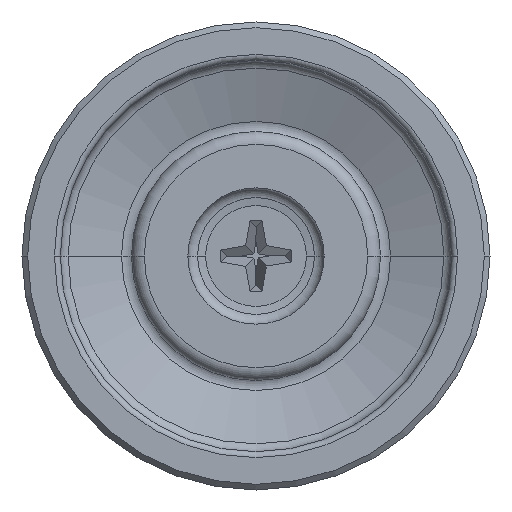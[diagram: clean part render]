
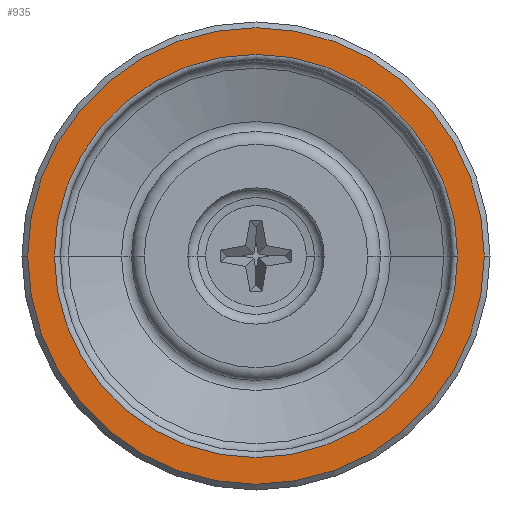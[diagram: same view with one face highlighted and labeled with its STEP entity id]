
A CAD part, front view. The second image highlights one B-rep face of the part: STEP entity #935.
In plain terms, the highlighted planar face has unit normal (0, -1, 0).
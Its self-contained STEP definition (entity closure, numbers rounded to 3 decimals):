
#5 = VERTEX_POINT ( 'NONE', #964 ) ;
#151 = FACE_BOUND ( 'NONE', #3003, .T. ) ;
#173 = AXIS2_PLACEMENT_3D ( 'NONE', #1131, #2881, #1380 ) ;
#292 = CIRCLE ( 'NONE', #3220, 17. ) ;
#304 = AXIS2_PLACEMENT_3D ( 'NONE', #2174, #692, #2420 ) ;
#436 = DIRECTION ( 'NONE',  ( 0., 1., 0. ) ) ;
#692 = DIRECTION ( 'NONE',  ( 0., -1., 0. ) ) ;
#723 = FACE_OUTER_BOUND ( 'NONE', #2321, .T. ) ;
#857 = PLANE ( 'NONE',  #1517 ) ;
#935 = ADVANCED_FACE ( 'NONE', ( #151, #723 ), #857, .F. ) ;
#964 = CARTESIAN_POINT ( 'NONE',  ( -19.25, -0.396, 0. ) ) ;
#979 = EDGE_CURVE ( 'NONE', #1483, #2728, #2832, .T. ) ;
#1131 = CARTESIAN_POINT ( 'NONE',  ( 0., -0.396, 0. ) ) ;
#1142 = DIRECTION ( 'NONE',  ( 0., 1., 0. ) ) ;
#1344 = ORIENTED_EDGE ( 'NONE', *, *, #979, .T. ) ;
#1363 = DIRECTION ( 'NONE',  ( 0., 1., 0. ) ) ;
#1380 = DIRECTION ( 'NONE',  ( -1., 0., 0. ) ) ;
#1483 = VERTEX_POINT ( 'NONE', #3085 ) ;
#1517 = AXIS2_PLACEMENT_3D ( 'NONE', #2605, #1363, #3119 ) ;
#1595 = EDGE_CURVE ( 'NONE', #1665, #5, #2071, .T. ) ;
#1631 = CARTESIAN_POINT ( 'NONE',  ( 17., -0.396, 0. ) ) ;
#1665 = VERTEX_POINT ( 'NONE', #2659 ) ;
#1903 = CARTESIAN_POINT ( 'NONE',  ( 0., -0.396, 0. ) ) ;
#2071 = CIRCLE ( 'NONE', #173, 19.25 ) ;
#2116 = ORIENTED_EDGE ( 'NONE', *, *, #1595, .T. ) ;
#2163 = DIRECTION ( 'NONE',  ( -1., 0., 0. ) ) ;
#2174 = CARTESIAN_POINT ( 'NONE',  ( 0., -0.396, 0. ) ) ;
#2179 = AXIS2_PLACEMENT_3D ( 'NONE', #2639, #1142, #2900 ) ;
#2321 = EDGE_LOOP ( 'NONE', ( #2694, #2116 ) ) ;
#2420 = DIRECTION ( 'NONE',  ( -1., 0., 0. ) ) ;
#2605 = CARTESIAN_POINT ( 'NONE',  ( 16.5, -0.396, 0. ) ) ;
#2639 = CARTESIAN_POINT ( 'NONE',  ( 0., -0.396, 0. ) ) ;
#2659 = CARTESIAN_POINT ( 'NONE',  ( 19.25, -0.396, 0. ) ) ;
#2694 = ORIENTED_EDGE ( 'NONE', *, *, #2861, .T. ) ;
#2728 = VERTEX_POINT ( 'NONE', #1631 ) ;
#2785 = CIRCLE ( 'NONE', #304, 19.25 ) ;
#2819 = EDGE_CURVE ( 'NONE', #2728, #1483, #292, .T. ) ;
#2832 = CIRCLE ( 'NONE', #2179, 17. ) ;
#2861 = EDGE_CURVE ( 'NONE', #5, #1665, #2785, .T. ) ;
#2881 = DIRECTION ( 'NONE',  ( 0., -1., 0. ) ) ;
#2900 = DIRECTION ( 'NONE',  ( -1., 0., 0. ) ) ;
#3003 = EDGE_LOOP ( 'NONE', ( #1344, #3237 ) ) ;
#3085 = CARTESIAN_POINT ( 'NONE',  ( -17., -0.396, 0. ) ) ;
#3119 = DIRECTION ( 'NONE',  ( -1., 0., 0. ) ) ;
#3220 = AXIS2_PLACEMENT_3D ( 'NONE', #1903, #436, #2163 ) ;
#3237 = ORIENTED_EDGE ( 'NONE', *, *, #2819, .T. ) ;
